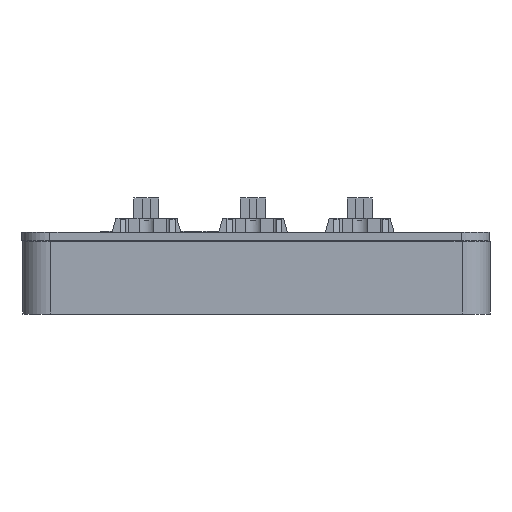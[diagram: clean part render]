
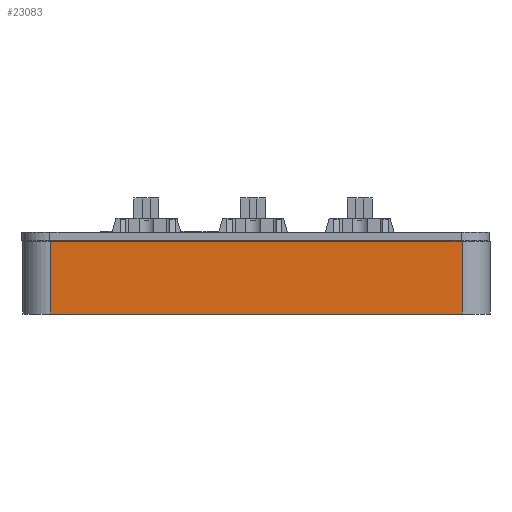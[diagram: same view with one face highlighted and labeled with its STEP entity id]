
A CAD part, front view. The second image highlights one B-rep face of the part: STEP entity #23083.
In plain terms, the highlighted planar face has unit normal (0, -1, 0).
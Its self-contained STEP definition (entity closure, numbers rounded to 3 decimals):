
#2985=FACE_OUTER_BOUND('',#4057,.T.);
#4057=EDGE_LOOP('',(#21554,#21555,#21556,#21557));
#6615=LINE('',#40663,#9191);
#6644=LINE('',#40737,#9220);
#6645=LINE('',#40740,#9221);
#6646=LINE('',#40741,#9222);
#9191=VECTOR('',#30080,10.);
#9220=VECTOR('',#30145,10.);
#9221=VECTOR('',#30148,10.);
#9222=VECTOR('',#30149,10.);
#12322=VERTEX_POINT('',#40660);
#12323=VERTEX_POINT('',#40662);
#12350=VERTEX_POINT('',#40735);
#12351=VERTEX_POINT('',#40739);
#16038=EDGE_CURVE('',#12322,#12323,#6615,.T.);
#16076=EDGE_CURVE('',#12350,#12322,#6644,.T.);
#16077=EDGE_CURVE('',#12351,#12350,#6645,.T.);
#16078=EDGE_CURVE('',#12323,#12351,#6646,.T.);
#21554=ORIENTED_EDGE('',*,*,#16076,.F.);
#21555=ORIENTED_EDGE('',*,*,#16077,.F.);
#21556=ORIENTED_EDGE('',*,*,#16078,.F.);
#21557=ORIENTED_EDGE('',*,*,#16038,.F.);
#22028=PLANE('',#24656);
#23083=ADVANCED_FACE('',(#2985),#22028,.T.);
#24656=AXIS2_PLACEMENT_3D('',#40738,#30146,#30147);
#30080=DIRECTION('',(1.,0.,0.));
#30145=DIRECTION('',(0.,0.,1.));
#30146=DIRECTION('center_axis',(0.,-1.,0.));
#30147=DIRECTION('ref_axis',(1.,0.,0.));
#30148=DIRECTION('',(-1.,0.,0.));
#30149=DIRECTION('',(0.,0.,-1.));
#40660=CARTESIAN_POINT('',(-4.538,-10.14,12.937));
#40662=CARTESIAN_POINT('',(68.962,-10.14,12.937));
#40663=CARTESIAN_POINT('',(73.962,-10.14,12.937));
#40735=CARTESIAN_POINT('',(-4.538,-10.14,-0.063));
#40737=CARTESIAN_POINT('',(-4.538,-10.14,-0.063));
#40738=CARTESIAN_POINT('Origin',(-9.538,-10.14,-0.063));
#40739=CARTESIAN_POINT('',(68.962,-10.14,-0.063));
#40740=CARTESIAN_POINT('',(73.962,-10.14,-0.063));
#40741=CARTESIAN_POINT('',(68.962,-10.14,-0.063));
